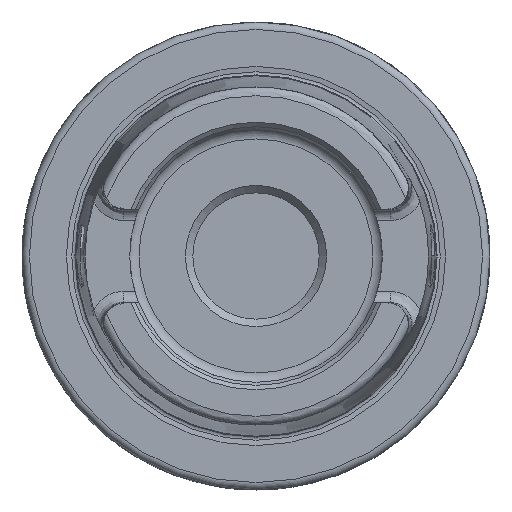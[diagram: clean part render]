
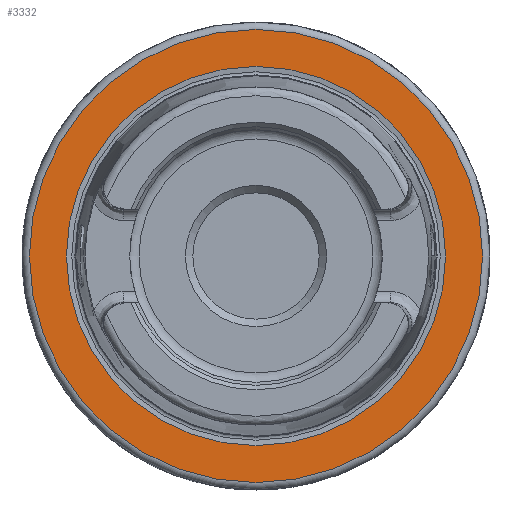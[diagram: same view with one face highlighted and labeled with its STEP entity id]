
A CAD part, left-side view. The second image highlights one B-rep face of the part: STEP entity #3332.
In plain terms, the highlighted planar face has unit normal (-1, 0, 0).
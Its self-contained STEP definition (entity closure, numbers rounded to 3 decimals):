
#70=FACE_BOUND('',#572,.T.);
#210=PLANE('',#3738);
#381=FACE_OUTER_BOUND('',#571,.T.);
#571=EDGE_LOOP('',(#3102,#3103));
#572=EDGE_LOOP('',(#3104,#3105));
#904=CIRCLE('',#3736,25.521);
#905=CIRCLE('',#3737,25.521);
#906=CIRCLE('',#3739,30.5);
#907=CIRCLE('',#3740,30.5);
#1558=VERTEX_POINT('',#7460);
#1559=VERTEX_POINT('',#7462);
#1560=VERTEX_POINT('',#7466);
#1561=VERTEX_POINT('',#7467);
#2076=EDGE_CURVE('',#1559,#1558,#904,.T.);
#2077=EDGE_CURVE('',#1558,#1559,#905,.T.);
#2078=EDGE_CURVE('',#1560,#1561,#906,.T.);
#2079=EDGE_CURVE('',#1561,#1560,#907,.T.);
#3102=ORIENTED_EDGE('',*,*,#2078,.F.);
#3103=ORIENTED_EDGE('',*,*,#2079,.F.);
#3104=ORIENTED_EDGE('',*,*,#2076,.T.);
#3105=ORIENTED_EDGE('',*,*,#2077,.T.);
#3332=ADVANCED_FACE('',(#381,#70),#210,.T.);
#3736=AXIS2_PLACEMENT_3D('',#7463,#4653,#4654);
#3737=AXIS2_PLACEMENT_3D('',#7464,#4655,#4656);
#3738=AXIS2_PLACEMENT_3D('',#7465,#4657,#4658);
#3739=AXIS2_PLACEMENT_3D('',#7468,#4659,#4660);
#3740=AXIS2_PLACEMENT_3D('',#7469,#4661,#4662);
#4653=DIRECTION('center_axis',(1.,0.,0.));
#4654=DIRECTION('ref_axis',(0.,0.,-1.));
#4655=DIRECTION('center_axis',(1.,0.,0.));
#4656=DIRECTION('ref_axis',(0.,0.,-1.));
#4657=DIRECTION('center_axis',(-1.,0.,0.));
#4658=DIRECTION('ref_axis',(0.,0.,1.));
#4659=DIRECTION('center_axis',(1.,0.,0.));
#4660=DIRECTION('ref_axis',(0.,0.,-1.));
#4661=DIRECTION('center_axis',(1.,0.,0.));
#4662=DIRECTION('ref_axis',(0.,0.,-1.));
#7460=CARTESIAN_POINT('',(0.,-25.521,0.));
#7462=CARTESIAN_POINT('',(0.,25.521,0.));
#7463=CARTESIAN_POINT('Origin',(0.,0.,
0.));
#7464=CARTESIAN_POINT('Origin',(0.,0.,
0.));
#7465=CARTESIAN_POINT('Origin',(0.,30.5,0.));
#7466=CARTESIAN_POINT('',(0.,30.5,0.));
#7467=CARTESIAN_POINT('',(0.,0.,30.5));
#7468=CARTESIAN_POINT('Origin',(0.,0.,
0.));
#7469=CARTESIAN_POINT('Origin',(0.,0.,
0.));
